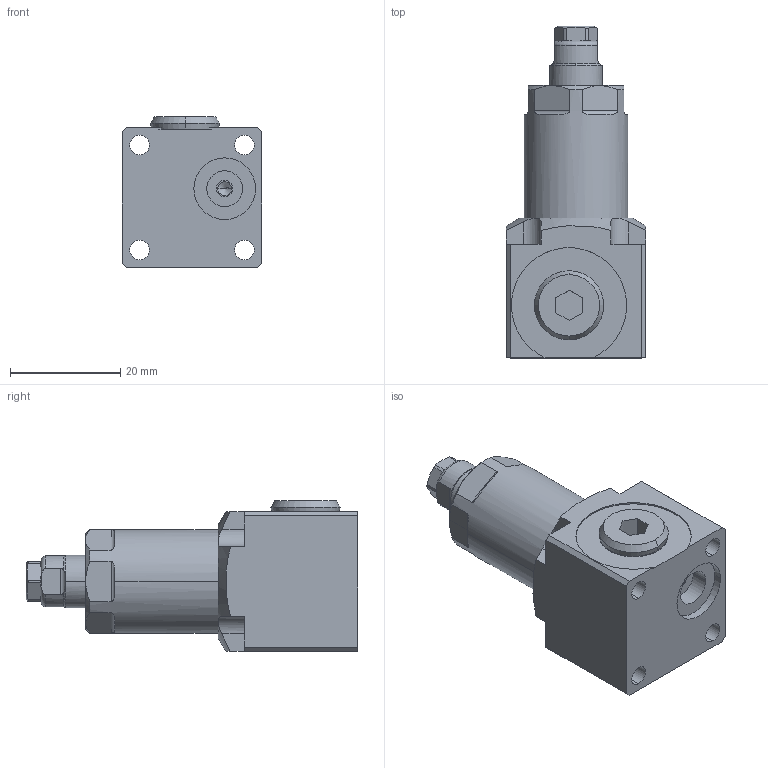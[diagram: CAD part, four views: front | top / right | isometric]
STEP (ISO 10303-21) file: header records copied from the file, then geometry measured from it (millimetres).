
FILE_DESCRIPTION((''),'2;1');
FILE_NAME('ILC10080420','2020-06-22T',('Asawyer'),(''),'PRO/ENGINEER BY PARAMETRIC TECHNOLOGY CORPORATION, 2013320','PRO/ENGINEER BY PARAMETRIC TECHNOLOGY CORPORATION, 2013320','');
FILE_SCHEMA(('CONFIG_CONTROL_DESIGN'));
Length unit declared in the file: inch
Products named in the file (1): ILC10080420
Bounding box: 25.4 x 60.33 x 27.39 mm (x, y, z)
Volume: 21034.1 mm3; surface area: 9706.4 mm2
Topology: 1 solids, 6 shells, 166 faces, 419 edges, 271 vertices
Faces by surface type: plane 68, cylinder 57, cone 31, torus 8, bspline 2
Entity records: 5610 total; most frequent: CARTESIAN_POINT 1562, DIRECTION 845, ORIENTED_EDGE 822, EDGE_CURVE 417, AXIS2_PLACEMENT_3D 335, VERTEX_POINT 271, EDGE_LOOP 188, VECTOR 175
